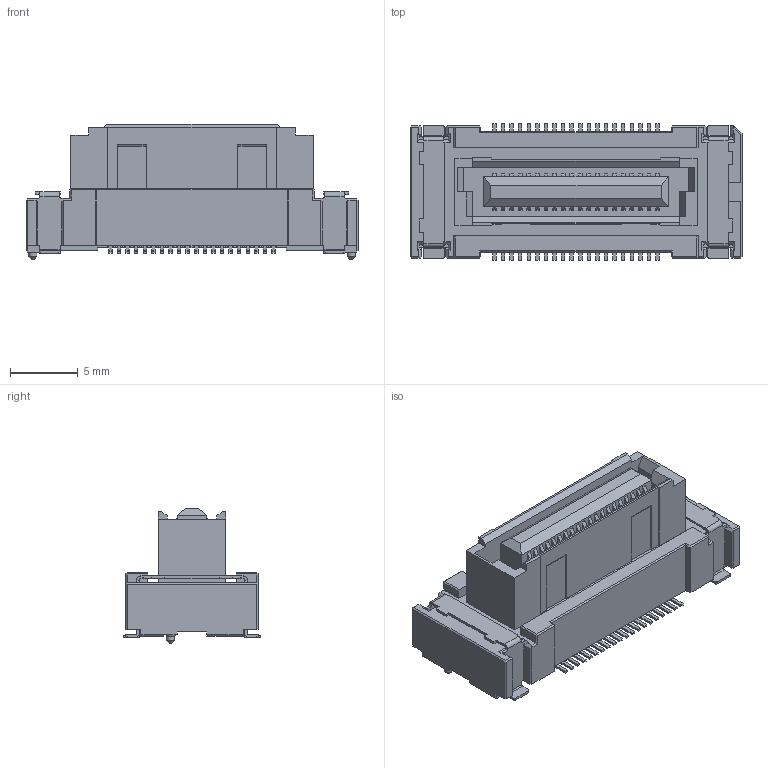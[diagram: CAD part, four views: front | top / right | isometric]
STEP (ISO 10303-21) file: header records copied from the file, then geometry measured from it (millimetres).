
FILE_DESCRIPTION(/* description */ (''),/* implementation_level */ '2;1');
FILE_NAME(/* name */ 'Molex_SlimStack_Receptacle_2091680401_2x20_P0.stp',/* time_stamp */ '2023-01-11T20:36:57-06:00',/* author */ (''),/* organization */ (''),/* preprocessor_version */ 'ST-DEVELOPER v16.7',/* originating_system */ 'SIEMENS PLM Software NX 1934',/* authorisation */ '');
FILE_SCHEMA (('AP203_CONFIGURATION_CONTROLLED_3D_DESIGN_OF_MECHANICAL_PARTS_AND_ASSEMBLIES_MIM_LF { 1 0 10303 403 2 1 2}'));
Length unit declared in the file: millimetre
Products named in the file (1): Rish28B4FCDAcpm3
Bounding box: 24.57 x 10.1 x 9.99 mm (x, y, z)
Volume: 1207.9 mm3; surface area: 1379.7 mm2
Topology: 1 solids, 1 shells, 1172 faces, 3192 edges, 2103 vertices
Faces by surface type: plane 974, cylinder 194, cone 2, torus 2
Full cylindrical faces by diameter (mm): 0.6 x2
Entity records: 44705 total; most frequent: CARTESIAN_POINT 6450, ORIENTED_EDGE 6360, DIRECTION 5918, EDGE_CURVE 3180, LINE 2788, VECTOR 2788, VERTEX_POINT 2097, AXIS2_PLACEMENT_3D 1565
